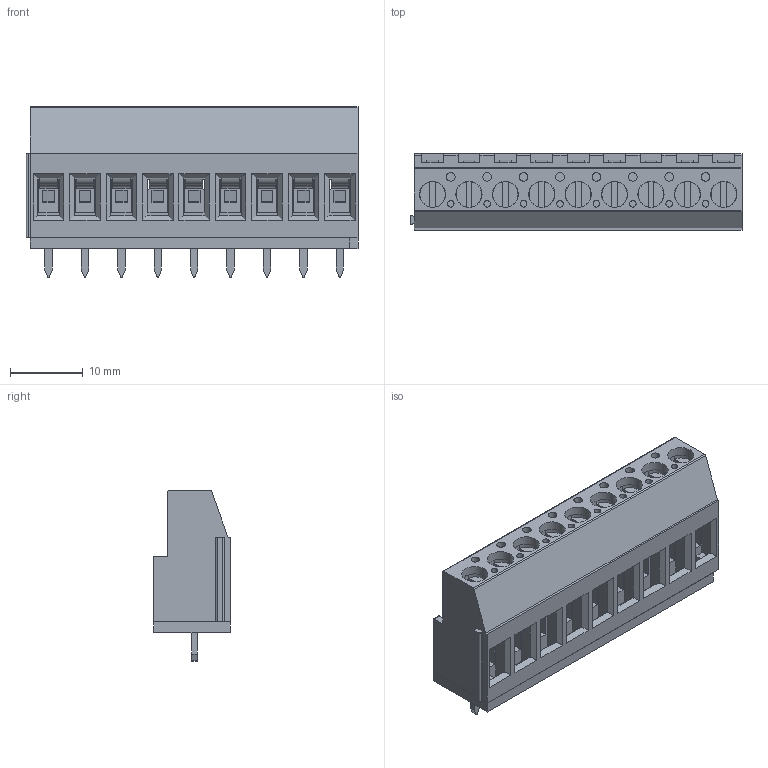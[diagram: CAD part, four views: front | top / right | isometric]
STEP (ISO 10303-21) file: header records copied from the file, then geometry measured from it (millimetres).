
FILE_DESCRIPTION(('STEP AP214'), '1');
FILE_NAME('DG129', '2019-12-15T01:19:31', ('AF'), (''), 'UNSPECIFIED', 'UNSPECIFIED', '');
FILE_SCHEMA(('AUTOMOTIVE_DESIGN { 1 0 10303 214 3 1 1}'));
Length unit declared in the file: millimetre
Assembly tree (27 placements, depth 2):
  (unnamed)
    (unnamed)  x9
    (unnamed)  x9
    (unnamed)  x9
Bounding box: 45.6 x 10.5 x 23.45 mm (x, y, z)
Volume: 5361.1 mm3; surface area: 12343.4 mm2
Topology: 29 solids, 29 shells, 1318 faces, 3216 edges, 2015 vertices
Faces by surface type: plane 1058, cylinder 233, cone 18, torus 9
Full cylindrical faces by diameter (mm): 0.8 x16, 0.9 x8, 1.2 x24, 2.2 x9, 2.5 x9, 3 x9, 3.6 x9
Entity records: 25981 total; most frequent: CARTESIAN_POINT 3493, ORIENTED_EDGE 3312, DIRECTION 3284, EDGE_CURVE 1656, LINE 1418, VECTOR 1418, VERTEX_POINT 1110, AXIS2_PLACEMENT_3D 933
